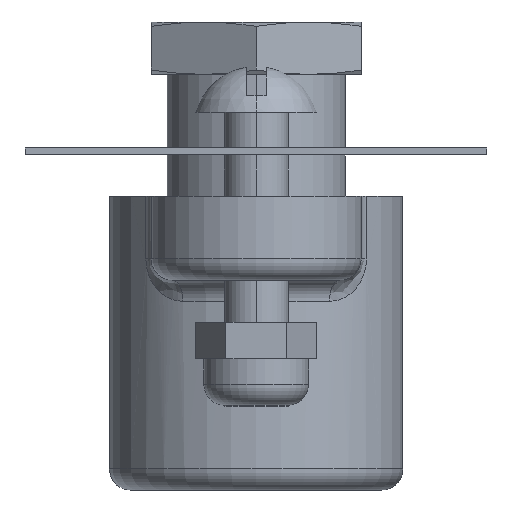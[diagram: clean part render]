
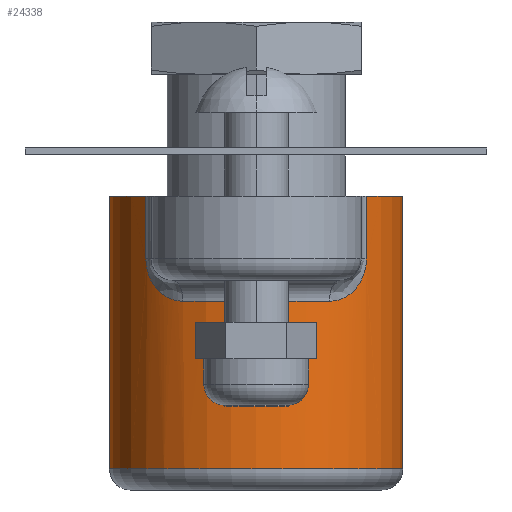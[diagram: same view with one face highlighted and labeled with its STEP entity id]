
A CAD part, left-side view. The second image highlights one B-rep face of the part: STEP entity #24338.
In plain terms, the highlighted cylindrical face has radius 11.113 mm (diameter 22.225 mm), a partial arc.
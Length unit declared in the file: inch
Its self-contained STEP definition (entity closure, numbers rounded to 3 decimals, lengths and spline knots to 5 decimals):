
#21715=CARTESIAN_POINT('',(-0.763,-0.001,-0.125));
#21716=DIRECTION('',(0.,0.,1.));
#21717=DIRECTION('',(0.722,0.692,0.));
#21718=AXIS2_PLACEMENT_3D('',#21715,#21716,#21717);
#21720=DIRECTION('',(0.,0.,-1.));
#21721=VECTOR('',#21720,0.1865);
#21722=CARTESIAN_POINT('',(-1.05226,0.32723,-0.125));
#21723=LINE('',#21722,#21721);
#21724=CARTESIAN_POINT('',(-1.14226,0.21709,
-0.4375));
#21725=CARTESIAN_POINT('',(-1.14004,0.22095,
-0.4375));
#21726=CARTESIAN_POINT('',(-1.13542,0.22872,
-0.43704));
#21727=CARTESIAN_POINT('',(-1.12787,0.24055,
-0.43487));
#21728=CARTESIAN_POINT('',(-1.11979,0.25233,
-0.43115));
#21729=CARTESIAN_POINT('',(-1.11127,0.26392,
-0.42585));
#21730=CARTESIAN_POINT('',(-1.10246,0.27511,
-0.41893));
#21731=CARTESIAN_POINT('',(-1.09364,0.28561,
-0.41052));
#21732=CARTESIAN_POINT('',(-1.08512,0.29513,
-0.40081));
#21733=CARTESIAN_POINT('',(-1.07726,0.30344,
-0.39015));
#21734=CARTESIAN_POINT('',(-1.07036,0.31038,
-0.37892));
#21735=CARTESIAN_POINT('',(-1.06458,0.31597,
-0.36751));
#21736=CARTESIAN_POINT('',(-1.05999,0.32027,
-0.35613));
#21737=CARTESIAN_POINT('',(-1.05647,0.32348,
-0.34484));
#21738=CARTESIAN_POINT('',(-1.05401,0.32568,
-0.33355));
#21739=CARTESIAN_POINT('',(-1.05256,0.32696,
-0.32238));
#21740=CARTESIAN_POINT('',(-1.05225,0.32724,
-0.3151));
#21741=CARTESIAN_POINT('',(-1.05226,0.32723,
-0.3115));
#21743=CARTESIAN_POINT('',(-0.763,-0.001,-0.4375));
#21744=DIRECTION('',(0.,0.,-1.));
#21745=DIRECTION('',(-0.867,-0.499,0.));
#21746=AXIS2_PLACEMENT_3D('',#21743,#21744,#21745);
#21748=CARTESIAN_POINT('',(-1.05226,-0.32923,
-0.3115));
#21749=CARTESIAN_POINT('',(-1.05225,-0.32924,
-0.3151));
#21750=CARTESIAN_POINT('',(-1.05256,-0.32896,
-0.32238));
#21751=CARTESIAN_POINT('',(-1.05401,-0.32768,
-0.33355));
#21752=CARTESIAN_POINT('',(-1.05647,-0.32548,
-0.34484));
#21753=CARTESIAN_POINT('',(-1.05999,-0.32227,
-0.35613));
#21754=CARTESIAN_POINT('',(-1.06458,-0.31797,
-0.36751));
#21755=CARTESIAN_POINT('',(-1.07036,-0.31238,
-0.37892));
#21756=CARTESIAN_POINT('',(-1.07726,-0.30544,
-0.39015));
#21757=CARTESIAN_POINT('',(-1.08512,-0.29713,
-0.40081));
#21758=CARTESIAN_POINT('',(-1.09364,-0.28761,
-0.41052));
#21759=CARTESIAN_POINT('',(-1.10246,-0.27711,
-0.41893));
#21760=CARTESIAN_POINT('',(-1.11127,-0.26592,
-0.42585));
#21761=CARTESIAN_POINT('',(-1.11979,-0.25433,
-0.43115));
#21762=CARTESIAN_POINT('',(-1.12787,-0.24255,
-0.43487));
#21763=CARTESIAN_POINT('',(-1.13542,-0.23072,
-0.43704));
#21764=CARTESIAN_POINT('',(-1.14004,-0.22295,
-0.4375));
#21765=CARTESIAN_POINT('',(-1.14226,-0.21909,
-0.4375));
#21767=DIRECTION('',(0.,0.,1.));
#21768=VECTOR('',#21767,0.1865);
#21769=CARTESIAN_POINT('',(-1.05226,-0.32923,
-0.3115));
#21770=LINE('',#21769,#21768);
#21771=CARTESIAN_POINT('',(-0.763,-0.001,-0.125));
#21772=DIRECTION('',(0.,0.,1.));
#21773=DIRECTION('',(-0.661,-0.75,0.));
#21774=AXIS2_PLACEMENT_3D('',#21771,#21772,#21773);
#21776=DIRECTION('',(0.,0.,1.));
#21777=VECTOR('',#21776,0.8115);
#21778=CARTESIAN_POINT('',(-0.4473,-0.30388,-0.9365));
#21779=LINE('',#21778,#21777);
#21780=CARTESIAN_POINT('',(-0.763,-0.001,-0.9365));
#21781=DIRECTION('',(0.,0.,-1.));
#21782=DIRECTION('',(0.722,-0.692,0.));
#21783=AXIS2_PLACEMENT_3D('',#21780,#21781,#21782);
#21785=DIRECTION('',(0.,0.,1.));
#21786=VECTOR('',#21785,0.8115);
#21787=CARTESIAN_POINT('',(-0.4473,0.30188,-0.9365));
#21788=LINE('',#21787,#21786);
#21859=CARTESIAN_POINT('',(-1.05226,-0.32923,
-0.3115));
#23356=CARTESIAN_POINT('',(-0.4473,0.30188,-0.9365));
#23358=VERTEX_POINT('',#23356);
#23382=CARTESIAN_POINT('',(-0.4473,-0.30388,-0.9365));
#23383=VERTEX_POINT('',#23382);
#23400=VERTEX_POINT('',#21724);
#23401=VERTEX_POINT('',#21741);
#23406=CARTESIAN_POINT('',(-1.14226,-0.21909,-0.4375));
#23407=VERTEX_POINT('',#23406);
#23409=VERTEX_POINT('',#21859);
#23420=CARTESIAN_POINT('',(-0.4473,0.30188,-0.125));
#23421=CARTESIAN_POINT('',(-1.05226,0.32723,-0.125));
#23422=VERTEX_POINT('',#23420);
#23423=VERTEX_POINT('',#23421);
#23424=CARTESIAN_POINT('',(-1.05226,-0.32923,-0.125));
#23425=CARTESIAN_POINT('',(-0.4473,-0.30388,-0.125));
#23426=VERTEX_POINT('',#23424);
#23427=VERTEX_POINT('',#23425);
#24313=CARTESIAN_POINT('',(-0.763,-0.001,-0.062));
#24314=DIRECTION('',(0.,0.,1.));
#24315=DIRECTION('',(1.,0.,0.));
#24316=AXIS2_PLACEMENT_3D('',#24313,#24314,#24315);
#24317=CYLINDRICAL_SURFACE('',#24316,0.4375);
#24318=ORIENTED_EDGE('',*,*,#24248,.T.);
#24320=ORIENTED_EDGE('',*,*,#24319,.T.);
#24322=ORIENTED_EDGE('',*,*,#24321,.F.);
#24324=ORIENTED_EDGE('',*,*,#24323,.F.);
#24326=ORIENTED_EDGE('',*,*,#24325,.F.);
#24328=ORIENTED_EDGE('',*,*,#24327,.T.);
#24329=ORIENTED_EDGE('',*,*,#24274,.T.);
#24331=ORIENTED_EDGE('',*,*,#24330,.F.);
#24333=ORIENTED_EDGE('',*,*,#24332,.T.);
#24335=ORIENTED_EDGE('',*,*,#24334,.T.);
#24336=EDGE_LOOP('',(#24318,#24320,#24322,#24324,#24326,#24328,#24329,#24331,
#24333,#24335));
#24337=FACE_OUTER_BOUND('',#24336,.F.);
#24338=ADVANCED_FACE('',(#24337),#24317,.T.);
#21719=CIRCLE('',#21718,0.4375);
#21742=B_SPLINE_CURVE_WITH_KNOTS('',3,(#21724,#21725,#21726,#21727,#21728,
#21729,#21730,#21731,#21732,#21733,#21734,#21735,#21736,#21737,#21738,#21739,
#21740,#21741),.UNSPECIFIED.,.F.,.F.,(4,1,1,1,1,1,1,1,1,1,1,1,1,1,1,4),(0.,
0.06667,0.13333,0.2,0.26667,0.33333,
0.4,0.46667,0.53333,0.6,0.66667,
0.73333,0.8,0.86667,0.93333,1.),
.UNSPECIFIED.);
#21747=CIRCLE('',#21746,0.4375);
#21766=B_SPLINE_CURVE_WITH_KNOTS('',3,(#21748,#21749,#21750,#21751,#21752,
#21753,#21754,#21755,#21756,#21757,#21758,#21759,#21760,#21761,#21762,#21763,
#21764,#21765),.UNSPECIFIED.,.F.,.F.,(4,1,1,1,1,1,1,1,1,1,1,1,1,1,1,4),(0.,
0.06667,0.13333,0.2,0.26667,0.33333,
0.4,0.46667,0.53333,0.6,0.66667,
0.73333,0.8,0.86667,0.93333,1.),
.UNSPECIFIED.);
#21775=CIRCLE('',#21774,0.4375);
#21784=CIRCLE('',#21783,0.4375);
#24248=EDGE_CURVE('',#23422,#23423,#21719,.T.);
#24274=EDGE_CURVE('',#23426,#23427,#21775,.T.);
#24319=EDGE_CURVE('',#23423,#23401,#21723,.T.);
#24321=EDGE_CURVE('',#23400,#23401,#21742,.T.);
#24323=EDGE_CURVE('',#23407,#23400,#21747,.T.);
#24325=EDGE_CURVE('',#23409,#23407,#21766,.T.);
#24327=EDGE_CURVE('',#23409,#23426,#21770,.T.);
#24330=EDGE_CURVE('',#23383,#23427,#21779,.T.);
#24332=EDGE_CURVE('',#23383,#23358,#21784,.T.);
#24334=EDGE_CURVE('',#23358,#23422,#21788,.T.);
